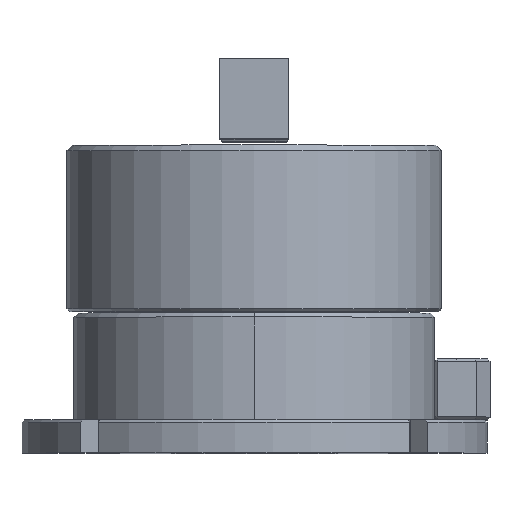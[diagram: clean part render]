
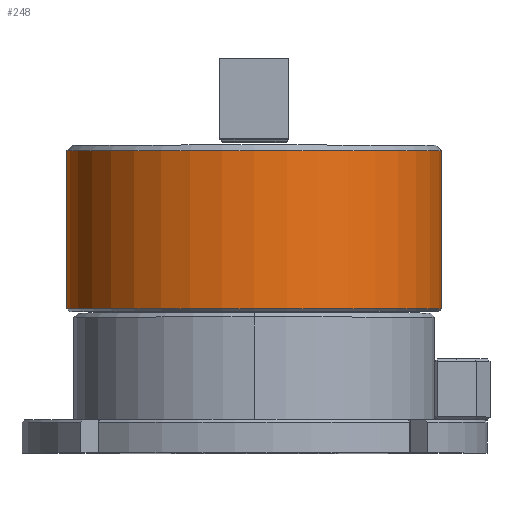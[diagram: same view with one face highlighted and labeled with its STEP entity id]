
A CAD part, top view. The second image highlights one B-rep face of the part: STEP entity #248.
In plain terms, the highlighted cylindrical face has radius 67.5 mm (diameter 135 mm), a partial arc.
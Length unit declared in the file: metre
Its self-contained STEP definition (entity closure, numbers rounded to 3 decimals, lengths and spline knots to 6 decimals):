
#248 = ADVANCED_FACE ( 'NONE', ( #6160 ), #6162, .T. ) ;
#1318 = EDGE_CURVE ( 'NONE', #4875, #4874, #5487, .T. ) ;
#1319 = EDGE_CURVE ( 'NONE', #4879, #4878, #5489, .T. ) ;
#2751 = EDGE_CURVE ( 'NONE', #4875, #4878, #12956, .T. ) ;
#2752 = EDGE_CURVE ( 'NONE', #4874, #4879, #12959, .T. ) ;
#3351 = ORIENTED_EDGE ( 'NONE', *, *, #2751, .F. ) ;
#3352 = ORIENTED_EDGE ( 'NONE', *, *, #1318, .T. ) ;
#3353 = ORIENTED_EDGE ( 'NONE', *, *, #2752, .T. ) ;
#3354 = ORIENTED_EDGE ( 'NONE', *, *, #1319, .T. ) ;
#4182 = EDGE_LOOP ( 'NONE', ( #3351, #3352, #3353, #3354 ) ) ;
#4874 = VERTEX_POINT ( 'NONE', #11367 ) ;
#4875 = VERTEX_POINT ( 'NONE', #11368 ) ;
#4878 = VERTEX_POINT ( 'NONE', #11374 ) ;
#4879 = VERTEX_POINT ( 'NONE', #11376 ) ;
#5426 = AXIS2_PLACEMENT_3D ( 'NONE', #6161, #6152, #6163 ) ;
#5487 = CIRCLE ( 'NONE', #5492, 0.0675 ) ;
#5489 = CIRCLE ( 'NONE', #5494, 0.0675 ) ;
#5492 = AXIS2_PLACEMENT_3D ( 'NONE', #6684, #6685, #6686 ) ;
#5494 = AXIS2_PLACEMENT_3D ( 'NONE', #6688, #6689, #6690 ) ;
#6152 = DIRECTION ( 'NONE',  ( 1., 0., 0. ) ) ;
#6160 = FACE_OUTER_BOUND ( 'NONE', #4182, .T. ) ;
#6161 = CARTESIAN_POINT ( 'NONE',  ( 0., 0., 0. ) ) ;
#6162 = CYLINDRICAL_SURFACE ( 'NONE', #5426, 0.0675 ) ;
#6163 = DIRECTION ( 'NONE',  ( 0., 0., -1. ) ) ;
#6684 = CARTESIAN_POINT ( 'NONE',  ( -0.059, 0., 0. ) ) ;
#6685 = DIRECTION ( 'NONE',  ( 1., 0., 0. ) ) ;
#6686 = DIRECTION ( 'NONE',  ( 0., 0., 1. ) ) ;
#6688 = CARTESIAN_POINT ( 'NONE',  ( -0.002, 0., 0. ) ) ;
#6689 = DIRECTION ( 'NONE',  ( -1., 0., 0. ) ) ;
#6690 = DIRECTION ( 'NONE',  ( 0., 0., -1. ) ) ;
#11367 = CARTESIAN_POINT ( 'NONE',  ( -0.059, 0., -0.0675 ) ) ;
#11368 = CARTESIAN_POINT ( 'NONE',  ( -0.059, 0., 0.0675 ) ) ;
#11374 = CARTESIAN_POINT ( 'NONE',  ( -0.002, 0., 0.0675 ) ) ;
#11376 = CARTESIAN_POINT ( 'NONE',  ( -0.002, 0., -0.0675 ) ) ;
#12956 = LINE ( 'NONE', #12957, #13603 ) ;
#12957 = CARTESIAN_POINT ( 'NONE',  ( 0., 0., 0.0675 ) ) ;
#12958 = DIRECTION ( 'NONE',  ( 1., 0., 0. ) ) ;
#12959 = LINE ( 'NONE', #12960, #13605 ) ;
#12960 = CARTESIAN_POINT ( 'NONE',  ( 0., 0., -0.0675 ) ) ;
#12961 = DIRECTION ( 'NONE',  ( 1., 0., 0. ) ) ;
#13603 = VECTOR ( 'NONE', #12958, 1. ) ;
#13605 = VECTOR ( 'NONE', #12961, 1. ) ;
